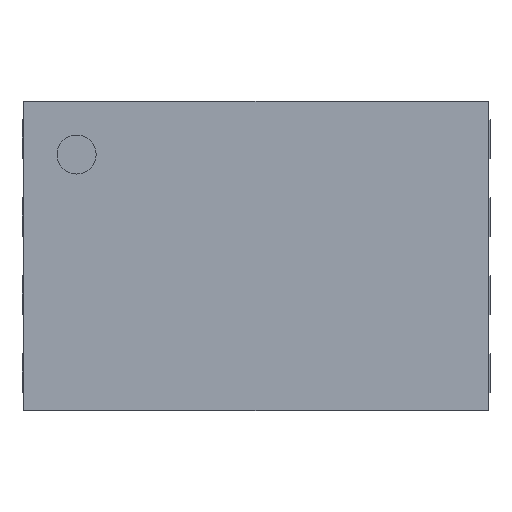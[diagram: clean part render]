
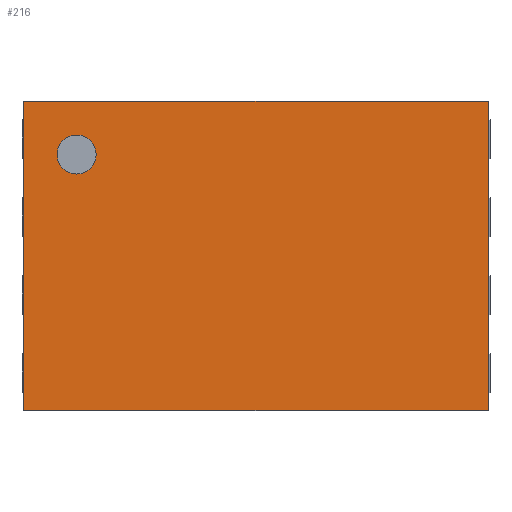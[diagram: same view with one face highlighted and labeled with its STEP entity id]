
A CAD part, top view. The second image highlights one B-rep face of the part: STEP entity #216.
In plain terms, the highlighted planar face has unit normal (0, 0, 1).
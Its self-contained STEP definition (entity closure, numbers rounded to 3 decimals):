
#24 = VERTEX_POINT('',#25);
#25 = CARTESIAN_POINT('',(-1.49,0.99,0.55));
#40 = VERTEX_POINT('',#41);
#41 = CARTESIAN_POINT('',(1.49,0.99,0.55));
#47 = EDGE_CURVE('',#24,#40,#48,.T.);
#48 = LINE('',#49,#50);
#49 = CARTESIAN_POINT('',(-1.49,0.99,0.55));
#50 = VECTOR('',#51,1.);
#51 = DIRECTION('',(1.,0.,0.));
#70 = EDGE_CURVE('',#24,#71,#73,.T.);
#71 = VERTEX_POINT('',#72);
#72 = CARTESIAN_POINT('',(-1.49,-0.99,0.55));
#73 = LINE('',#74,#75);
#74 = CARTESIAN_POINT('',(-1.49,0.99,0.55));
#75 = VECTOR('',#76,1.);
#76 = DIRECTION('',(0.,-1.,0.));
#216 = ADVANCED_FACE('',(#217,#235),#246,.T.);
#217 = FACE_BOUND('',#218,.T.);
#218 = EDGE_LOOP('',(#219,#220,#221,#229));
#219 = ORIENTED_EDGE('',*,*,#47,.F.);
#220 = ORIENTED_EDGE('',*,*,#70,.T.);
#221 = ORIENTED_EDGE('',*,*,#222,.T.);
#222 = EDGE_CURVE('',#71,#223,#225,.T.);
#223 = VERTEX_POINT('',#224);
#224 = CARTESIAN_POINT('',(1.49,-0.99,0.55));
#225 = LINE('',#226,#227);
#226 = CARTESIAN_POINT('',(-1.49,-0.99,0.55));
#227 = VECTOR('',#228,1.);
#228 = DIRECTION('',(1.,0.,0.));
#229 = ORIENTED_EDGE('',*,*,#230,.F.);
#230 = EDGE_CURVE('',#40,#223,#231,.T.);
#231 = LINE('',#232,#233);
#232 = CARTESIAN_POINT('',(1.49,0.99,0.55));
#233 = VECTOR('',#234,1.);
#234 = DIRECTION('',(0.,-1.,0.));
#235 = FACE_BOUND('',#236,.T.);
#236 = EDGE_LOOP('',(#237));
#237 = ORIENTED_EDGE('',*,*,#238,.T.);
#238 = EDGE_CURVE('',#239,#239,#241,.T.);
#239 = VERTEX_POINT('',#240);
#240 = CARTESIAN_POINT('',(-1.15,0.525,0.55));
#241 = CIRCLE('',#242,0.125);
#242 = AXIS2_PLACEMENT_3D('',#243,#244,#245);
#243 = CARTESIAN_POINT('',(-1.15,0.65,0.55));
#244 = DIRECTION('',(0.,-0.,-1.));
#245 = DIRECTION('',(0.,-1.,0.));
#246 = PLANE('',#247);
#247 = AXIS2_PLACEMENT_3D('',#248,#249,#250);
#248 = CARTESIAN_POINT('',(-1.49,0.99,0.55));
#249 = DIRECTION('',(0.,0.,1.));
#250 = DIRECTION('',(0.,-1.,0.));
